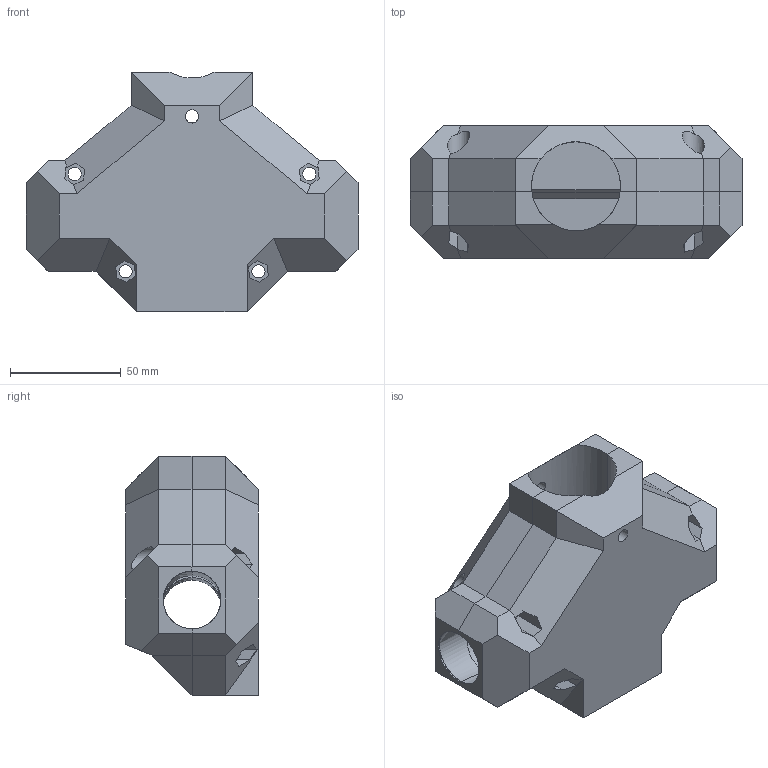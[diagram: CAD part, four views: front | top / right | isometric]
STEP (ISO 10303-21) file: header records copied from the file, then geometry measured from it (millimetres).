
FILE_DESCRIPTION(/* description */ (''),/* implementation_level */ '2;1');
FILE_NAME(/* name */ 'Port T-Piece.step',/* time_stamp */ '2025-07-11T11:32:23+02:00',/* author */ (''),/* organization */ (''),/* preprocessor_version */ 'ST-DEVELOPER v20.1',/* originating_system */ 'Autodesk Translation Framework v14.10.0.0',/* authorisation */ '');
FILE_SCHEMA (('AUTOMOTIVE_DESIGN { 1 0 10303 214 3 1 1 }'));
Length unit declared in the file: millimetre
Products named in the file (1): Port T-Piece
Bounding box: 150 x 60 x 108.31 mm (x, y, z)
Volume: 338559.5 mm3; surface area: 79266.9 mm2
Topology: 2 solids, 2 shells, 180 faces, 509 edges, 334 vertices
Faces by surface type: plane 133, cylinder 24, bspline 20, cone 3
Full cylindrical faces by diameter (mm): 6 x11, 10 x2
Entity records: 7177 total; most frequent: CARTESIAN_POINT 2562, ORIENTED_EDGE 1018, DIRECTION 853, EDGE_CURVE 509, LINE 367, VECTOR 367, VERTEX_POINT 334, AXIS2_PLACEMENT_3D 243
